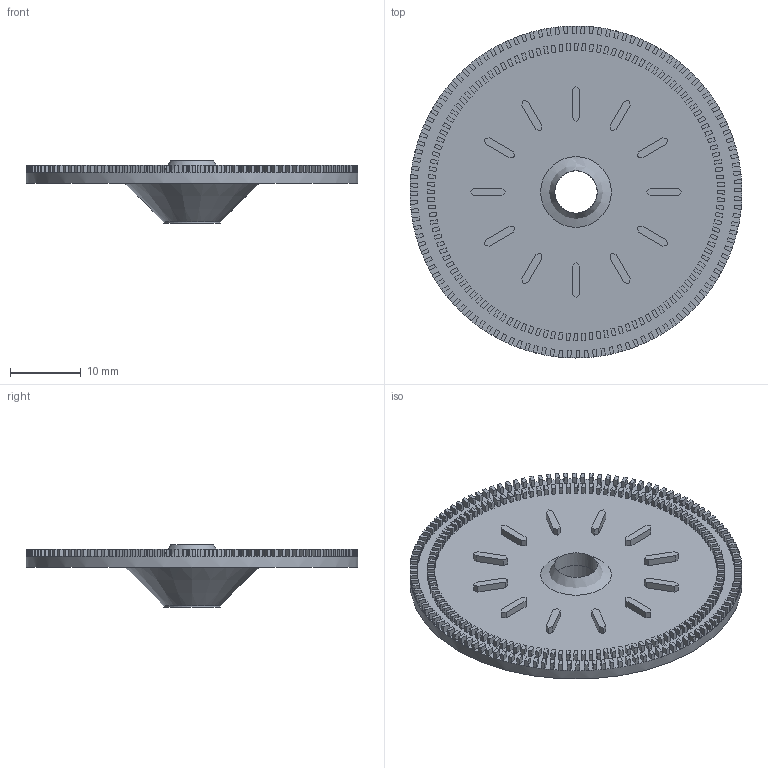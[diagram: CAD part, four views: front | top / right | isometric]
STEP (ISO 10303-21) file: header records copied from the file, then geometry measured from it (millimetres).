
FILE_DESCRIPTION(('FreeCAD Model'),'2;1');
FILE_NAME('Open CASCADE Shape Model','2025-08-15T15:32:58',(''),(''), 'Open CASCADE STEP processor 7.8','FreeCAD','Unknown');
FILE_SCHEMA(('AUTOMOTIVE_DESIGN { 1 0 10303 214 1 1 1 1 }'));
Length unit declared in the file: millimetre
Products named in the file (1): Диск
Bounding box: 47 x 47 x 8.88 mm (x, y, z)
Volume: 3365.1 mm3; surface area: 4792.2 mm2
Topology: 1 solids, 1 shells, 1414 faces, 3592 edges, 2314 vertices
Faces by surface type: plane 1408, cylinder 4, cone 1, bspline 1
Full cylindrical faces by diameter (mm): 6 x1, 7 x1, 8 x1, 47 x1
Entity records: 41814 total; most frequent: CARTESIAN_POINT 7511, ORIENTED_EDGE 7184, DIRECTION 6665, EDGE_CURVE 3592, LINE 3341, VECTOR 3341, VERTEX_POINT 2314, AXIS2_PLACEMENT_3D 1662
